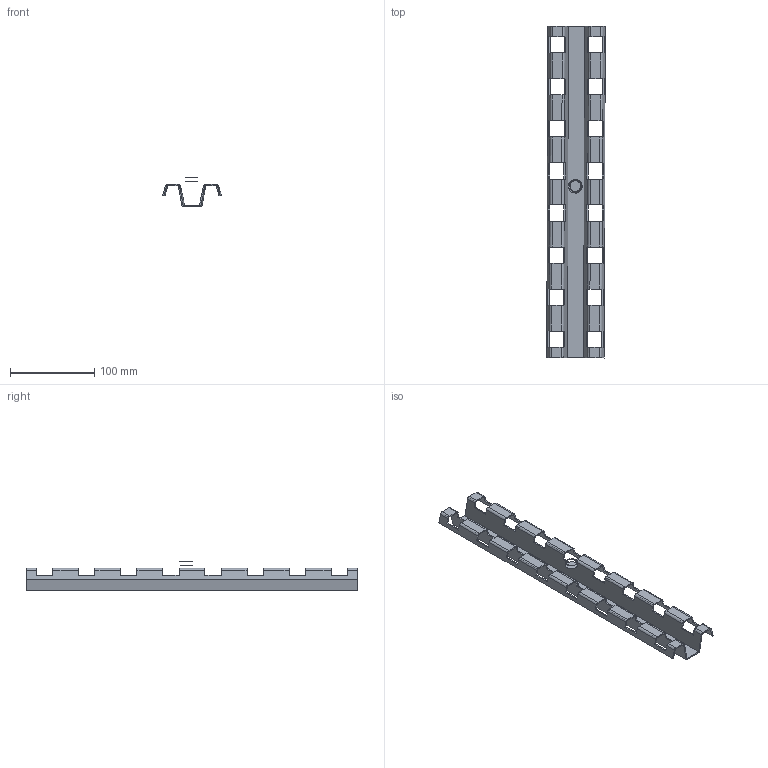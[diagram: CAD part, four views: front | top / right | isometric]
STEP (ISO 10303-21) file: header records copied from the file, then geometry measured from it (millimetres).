
FILE_DESCRIPTION(/* description */ (''),/* implementation_level */ '2;1');
FILE_NAME(/* name */ '586400.stp',/* time_stamp */ '2025-12-05T09:49:48+01:00',/* author */ ('mael.lecharpentier'),/* organization */ (''),/* preprocessor_version */ 'ST-DEVELOPER v20',/* originating_system */ 'AutoCAD Mechanical',/* authorisation */ '');
FILE_SCHEMA (('AUTOMOTIVE_DESIGN { 1 0 10303 214 3 1 1 }'));
Length unit declared in the file: millimetre
Products named in the file (1): Product
Bounding box: 69.56 x 394.25 x 34.28 mm (x, y, z)
Volume: 65751.1 mm3; surface area: 85855.7 mm2
Topology: 1 solids, 1 shells, 155 faces, 549 edges, 365 vertices
Faces by surface type: plane 115, cylinder 36, cone 4
Entity records: 5930 total; most frequent: ORIENTED_EDGE 1098, CARTESIAN_POINT 1070, DIRECTION 938, EDGE_CURVE 549, LINE 472, VECTOR 472, VERTEX_POINT 365, AXIS2_PLACEMENT_3D 233
